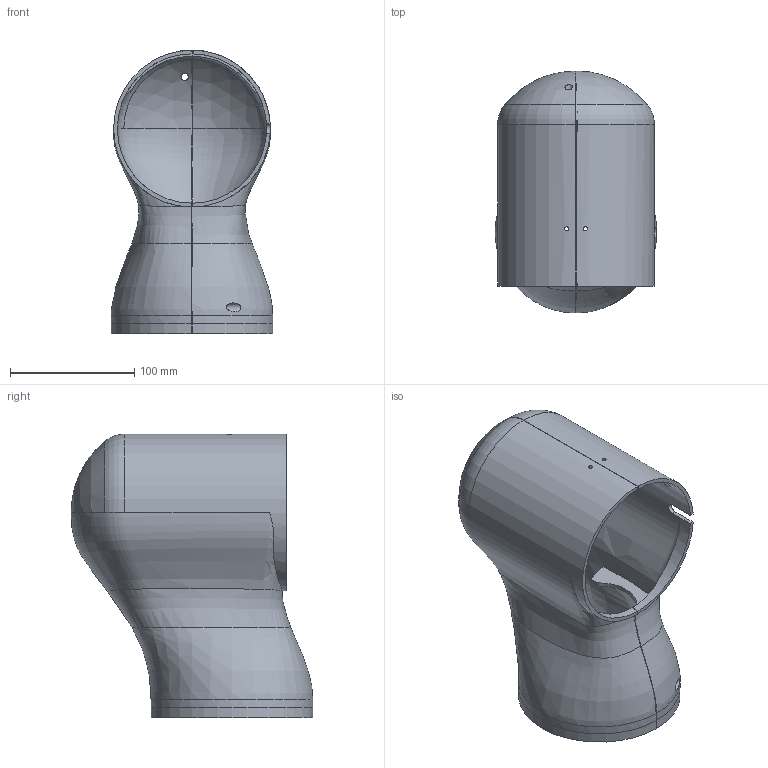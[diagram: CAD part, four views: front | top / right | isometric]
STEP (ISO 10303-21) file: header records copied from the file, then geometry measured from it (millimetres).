
FILE_DESCRIPTION(/* description */ (''),/* implementation_level */ '2;1');
FILE_NAME(/* name */ 'J3.stp',/* time_stamp */ '2020-11-10T15:46:25+08:00',/* author */ ('e10147'),/* organization */ (''),/* preprocessor_version */ 'ST-DEVELOPER v15.6',/* originating_system */ 'Autodesk Inventor 2015',/* authorisation */ '');
FILE_SCHEMA (('AUTOMOTIVE_DESIGN { 1 0 10303 214 3 1 1 }'));
Length unit declared in the file: millimetre
Products named in the file (10): ~零件7; ~~零件5; COVER-3A; MAIN-3-B_3; ~零件6; ~~~零件3; ~零件4; COVER-3B; J3; 
Bounding box: 130 x 194.21 x 228 mm (x, y, z)
Volume: 336438.9 mm3; surface area: 230636.4 mm2
Topology: 6 solids, 6 shells, 236 faces, 658 edges, 445 vertices
Faces by surface type: plane 114, cylinder 75, bspline 38, sphere 4, torus 3, cone 2
Full cylindrical faces by diameter (mm): 2.5 x4, 3 x2, 3.2 x6, 4 x1, 4.1 x1, 6 x1, 7 x2, 10 x6, 11 x2
Entity records: 26412 total; most frequent: CARTESIAN_POINT 20528, ORIENTED_EDGE 1236, DIRECTION 1071, EDGE_CURVE 618, VERTEX_POINT 433, AXIS2_PLACEMENT_3D 383, LINE 305, VECTOR 305
